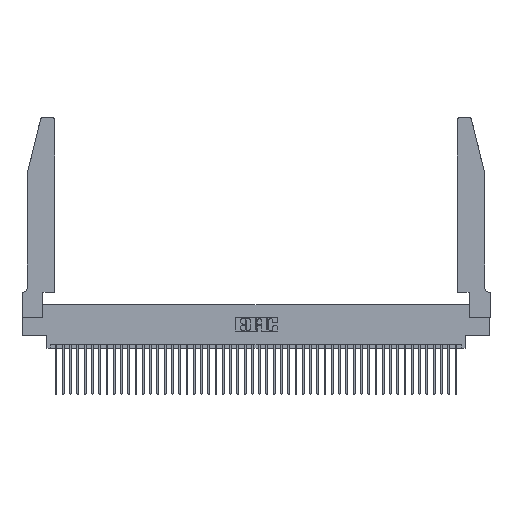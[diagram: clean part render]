
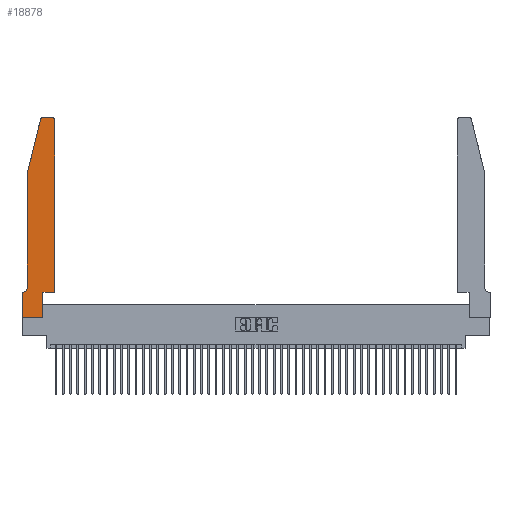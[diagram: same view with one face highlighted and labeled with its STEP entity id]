
A CAD part, top view. The second image highlights one B-rep face of the part: STEP entity #18878.
In plain terms, the highlighted planar face has unit normal (0, 0, 1).
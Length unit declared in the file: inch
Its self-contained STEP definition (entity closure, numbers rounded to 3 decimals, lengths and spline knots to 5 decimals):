
#297 = VERTEX_POINT ( 'NONE', #37667 ) ;
#323 = CARTESIAN_POINT ( 'NONE',  ( 0.284, 2.72, 0.37 ) ) ;
#834 = ORIENTED_EDGE ( 'NONE', *, *, #16715, .T. ) ;
#1136 = DIRECTION ( 'NONE',  ( 0., -1., 0. ) ) ;
#1698 = EDGE_CURVE ( 'NONE', #297, #31170, #16429, .T. ) ;
#1881 = CARTESIAN_POINT ( 'NONE',  ( 0.4205, 2.75, 0.37 ) ) ;
#2977 = VERTEX_POINT ( 'NONE', #22636 ) ;
#3182 = ORIENTED_EDGE ( 'NONE', *, *, #46560, .T. ) ;
#3284 = DIRECTION ( 'NONE',  ( 0., 0., 1. ) ) ;
#4018 = DIRECTION ( 'NONE',  ( 1., 0., 0. ) ) ;
#4124 = EDGE_CURVE ( 'NONE', #17483, #5724, #41720, .T. ) ;
#4266 = VECTOR ( 'NONE', #1136, 39.37008 ) ;
#5288 = CARTESIAN_POINT ( 'NONE',  ( 0., 0., 0.37 ) ) ;
#5724 = VERTEX_POINT ( 'NONE', #39738 ) ;
#5925 = EDGE_CURVE ( 'NONE', #37808, #27945, #19429, .T. ) ;
#6622 = DIRECTION ( 'NONE',  ( 1., 0., 0. ) ) ;
#7209 = LINE ( 'NONE', #8786, #35090 ) ;
#8033 = VERTEX_POINT ( 'NONE', #10094 ) ;
#8241 = AXIS2_PLACEMENT_3D ( 'NONE', #25170, #3284, #28852 ) ;
#8786 = CARTESIAN_POINT ( 'NONE',  ( 0.2605, 2.75, 0.37 ) ) ;
#8996 = DIRECTION ( 'NONE',  ( 0., -1., 0. ) ) ;
#9549 = VERTEX_POINT ( 'NONE', #23874 ) ;
#9937 = EDGE_CURVE ( 'NONE', #14316, #297, #16182, .T. ) ;
#10094 = CARTESIAN_POINT ( 'NONE',  ( 0.2865, 0.35, 0.37 ) ) ;
#10206 = DIRECTION ( 'NONE',  ( 0., 1., 0. ) ) ;
#12451 = CARTESIAN_POINT ( 'NONE',  ( 0.4505, 0.35, 0.37 ) ) ;
#12469 = DIRECTION ( 'NONE',  ( -1., 0., 0. ) ) ;
#13419 = LINE ( 'NONE', #30784, #40054 ) ;
#13769 = VECTOR ( 'NONE', #38150, 39.37008 ) ;
#13900 = AXIS2_PLACEMENT_3D ( 'NONE', #17471, #28478, #6622 ) ;
#14316 = VERTEX_POINT ( 'NONE', #33072 ) ;
#14566 = LINE ( 'NONE', #28383, #42370 ) ;
#14629 = ORIENTED_EDGE ( 'NONE', *, *, #37119, .T. ) ;
#14847 = AXIS2_PLACEMENT_3D ( 'NONE', #323, #25886, #4018 ) ;
#15286 = CARTESIAN_POINT ( 'NONE',  ( 0.0055, 0.42, 0.37 ) ) ;
#15908 = DIRECTION ( 'NONE',  ( -0.239, -0.971, 0. ) ) ;
#16100 = DIRECTION ( 'NONE',  ( 0., 1., 0. ) ) ;
#16182 = CIRCLE ( 'NONE', #14847, 0.03 ) ;
#16429 = LINE ( 'NONE', #30398, #23823 ) ;
#16715 = EDGE_CURVE ( 'NONE', #27945, #9549, #33092, .T. ) ;
#17221 = VECTOR ( 'NONE', #29892, 39.37008 ) ;
#17471 = CARTESIAN_POINT ( 'NONE',  ( 0., 0.35, 0.37 ) ) ;
#17483 = VERTEX_POINT ( 'NONE', #20941 ) ;
#18878 = ADVANCED_FACE ( 'NONE', ( #27316 ), #39034, .T. ) ;
#18948 = DIRECTION ( 'NONE',  ( -1., 0., 0. ) ) ;
#19429 = CIRCLE ( 'NONE', #37421, 0.07 ) ;
#19613 = CARTESIAN_POINT ( 'NONE',  ( 0.0755, 2., 0.37 ) ) ;
#20904 = ORIENTED_EDGE ( 'NONE', *, *, #43777, .T. ) ;
#20941 = CARTESIAN_POINT ( 'NONE',  ( 0.4505, 0.35, 0.37 ) ) ;
#21401 = ORIENTED_EDGE ( 'NONE', *, *, #35345, .T. ) ;
#22636 = CARTESIAN_POINT ( 'NONE',  ( 0., 0., 0.37 ) ) ;
#23121 = ORIENTED_EDGE ( 'NONE', *, *, #36352, .T. ) ;
#23733 = ORIENTED_EDGE ( 'NONE', *, *, #40834, .T. ) ;
#23823 = VECTOR ( 'NONE', #15908, 39.37008 ) ;
#23874 = CARTESIAN_POINT ( 'NONE',  ( 0., 0.35, 0.37 ) ) ;
#24078 = CARTESIAN_POINT ( 'NONE',  ( 0.0055, 0.35, 0.37 ) ) ;
#25170 = CARTESIAN_POINT ( 'NONE',  ( 0.4205, 2.72, 0.37 ) ) ;
#25886 = DIRECTION ( 'NONE',  ( 0., 0., 1. ) ) ;
#26302 = EDGE_CURVE ( 'NONE', #2977, #42031, #26883, .T. ) ;
#26553 = ORIENTED_EDGE ( 'NONE', *, *, #5925, .T. ) ;
#26883 = LINE ( 'NONE', #36991, #17221 ) ;
#27080 = EDGE_LOOP ( 'NONE', ( #21401, #34458, #29391, #23121, #26553, #834, #23733, #46268, #20904, #14629, #46851, #3182 ) ) ;
#27316 = FACE_OUTER_BOUND ( 'NONE', #27080, .T. ) ;
#27421 = LINE ( 'NONE', #5288, #45407 ) ;
#27945 = VERTEX_POINT ( 'NONE', #24078 ) ;
#28383 = CARTESIAN_POINT ( 'NONE',  ( 0.2865, 0.35, 0.37 ) ) ;
#28478 = DIRECTION ( 'NONE',  ( 0., 0., 1. ) ) ;
#28719 = CIRCLE ( 'NONE', #8241, 0.03 ) ;
#28852 = DIRECTION ( 'NONE',  ( 1., 0., 0. ) ) ;
#29391 = ORIENTED_EDGE ( 'NONE', *, *, #1698, .T. ) ;
#29892 = DIRECTION ( 'NONE',  ( 1., 0., 0. ) ) ;
#30398 = CARTESIAN_POINT ( 'NONE',  ( 0.0755, 2., 0.37 ) ) ;
#30784 = CARTESIAN_POINT ( 'NONE',  ( 0.4505, 0.35, 0.37 ) ) ;
#31049 = CARTESIAN_POINT ( 'NONE',  ( 0.0755, 0.42, 0.37 ) ) ;
#31170 = VERTEX_POINT ( 'NONE', #19613 ) ;
#31262 = VERTEX_POINT ( 'NONE', #1881 ) ;
#33072 = CARTESIAN_POINT ( 'NONE',  ( 0.284, 2.75, 0.37 ) ) ;
#33092 = LINE ( 'NONE', #34490, #13769 ) ;
#33361 = LINE ( 'NONE', #41079, #4266 ) ;
#34377 = DIRECTION ( 'NONE',  ( 1., 0., 0. ) ) ;
#34458 = ORIENTED_EDGE ( 'NONE', *, *, #9937, .T. ) ;
#34490 = CARTESIAN_POINT ( 'NONE',  ( 0.0755, 0.35, 0.37 ) ) ;
#35090 = VECTOR ( 'NONE', #12469, 39.37008 ) ;
#35345 = EDGE_CURVE ( 'NONE', #31262, #14316, #7209, .T. ) ;
#36352 = EDGE_CURVE ( 'NONE', #31170, #37808, #33361, .T. ) ;
#36991 = CARTESIAN_POINT ( 'NONE',  ( 0., 0., 0.37 ) ) ;
#37119 = EDGE_CURVE ( 'NONE', #8033, #17483, #13419, .T. ) ;
#37421 = AXIS2_PLACEMENT_3D ( 'NONE', #15286, #40667, #18948 ) ;
#37667 = CARTESIAN_POINT ( 'NONE',  ( 0.25487, 2.72718, 0.37 ) ) ;
#37808 = VERTEX_POINT ( 'NONE', #31049 ) ;
#38150 = DIRECTION ( 'NONE',  ( -1., 0., 0. ) ) ;
#39034 = PLANE ( 'NONE',  #13900 ) ;
#39738 = CARTESIAN_POINT ( 'NONE',  ( 0.4505, 2.72, 0.37 ) ) ;
#40054 = VECTOR ( 'NONE', #34377, 39.37008 ) ;
#40568 = VECTOR ( 'NONE', #16100, 39.37008 ) ;
#40667 = DIRECTION ( 'NONE',  ( 0., 0., -1. ) ) ;
#40834 = EDGE_CURVE ( 'NONE', #9549, #2977, #27421, .T. ) ;
#41079 = CARTESIAN_POINT ( 'NONE',  ( 0.0755, 2., 0.37 ) ) ;
#41720 = LINE ( 'NONE', #12451, #40568 ) ;
#42031 = VERTEX_POINT ( 'NONE', #44360 ) ;
#42370 = VECTOR ( 'NONE', #10206, 39.37008 ) ;
#43777 = EDGE_CURVE ( 'NONE', #42031, #8033, #14566, .T. ) ;
#44360 = CARTESIAN_POINT ( 'NONE',  ( 0.2865, 0., 0.37 ) ) ;
#45407 = VECTOR ( 'NONE', #8996, 39.37008 ) ;
#46268 = ORIENTED_EDGE ( 'NONE', *, *, #26302, .T. ) ;
#46560 = EDGE_CURVE ( 'NONE', #5724, #31262, #28719, .T. ) ;
#46851 = ORIENTED_EDGE ( 'NONE', *, *, #4124, .T. ) ;
